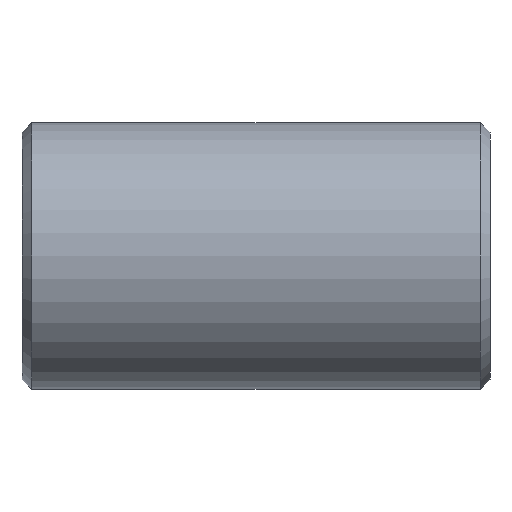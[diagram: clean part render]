
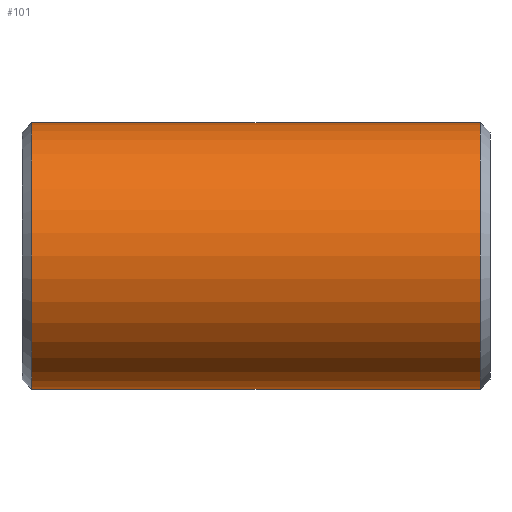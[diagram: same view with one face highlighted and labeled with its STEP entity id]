
A CAD part, front view. The second image highlights one B-rep face of the part: STEP entity #101.
In plain terms, the highlighted cylindrical face has radius 70.65 mm (diameter 141.3 mm), a partial arc.
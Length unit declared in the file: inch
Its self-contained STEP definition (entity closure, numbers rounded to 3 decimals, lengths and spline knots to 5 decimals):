
#11 = ORIENTED_EDGE ( 'NONE', *, *, #572, .T. ) ;
#15 = VERTEX_POINT ( 'NONE', #304 ) ;
#17 = LINE ( 'NONE', #489, #174 ) ;
#19 = CARTESIAN_POINT ( 'NONE',  ( -4.67167, 0., 0. ) ) ;
#20 = CIRCLE ( 'NONE', #42, 2.7815 ) ;
#42 = AXIS2_PLACEMENT_3D ( 'NONE', #61, #560, #338 ) ;
#49 = EDGE_LOOP ( 'NONE', ( #408, #368, #499, #503, #11, #410 ) ) ;
#61 = CARTESIAN_POINT ( 'NONE',  ( 4.67167, 0., 0. ) ) ;
#75 = CYLINDRICAL_SURFACE ( 'NONE', #295, 2.7815 ) ;
#82 = LINE ( 'NONE', #591, #362 ) ;
#101 = ADVANCED_FACE ( 'NONE', ( #495 ), #75, .T. ) ;
#128 = EDGE_CURVE ( 'NONE', #281, #211, #82, .T. ) ;
#147 = DIRECTION ( 'NONE',  ( 1., 0., 0. ) ) ;
#149 = VERTEX_POINT ( 'NONE', #413 ) ;
#174 = VECTOR ( 'NONE', #198, 39.37008 ) ;
#179 = DIRECTION ( 'NONE',  ( -1., 0., 0. ) ) ;
#183 = CARTESIAN_POINT ( 'NONE',  ( 0., 0., 2.7815 ) ) ;
#198 = DIRECTION ( 'NONE',  ( -1., 0., 0. ) ) ;
#205 = CARTESIAN_POINT ( 'NONE',  ( 4.88, 0., -2.7815 ) ) ;
#211 = VERTEX_POINT ( 'NONE', #377 ) ;
#237 = CARTESIAN_POINT ( 'NONE',  ( 4.67167, 0., 2.7815 ) ) ;
#252 = LINE ( 'NONE', #205, #566 ) ;
#281 = VERTEX_POINT ( 'NONE', #372 ) ;
#295 = AXIS2_PLACEMENT_3D ( 'NONE', #407, #179, #360 ) ;
#304 = CARTESIAN_POINT ( 'NONE',  ( 4.67167, 0., -2.7815 ) ) ;
#306 = DIRECTION ( 'NONE',  ( -1., 0., 0. ) ) ;
#338 = DIRECTION ( 'NONE',  ( 0., 0., -1. ) ) ;
#354 = VECTOR ( 'NONE', #306, 39.37008 ) ;
#360 = DIRECTION ( 'NONE',  ( 0., 0., 1. ) ) ;
#362 = VECTOR ( 'NONE', #447, 39.37008 ) ;
#366 = VERTEX_POINT ( 'NONE', #183 ) ;
#368 = ORIENTED_EDGE ( 'NONE', *, *, #415, .T. ) ;
#372 = CARTESIAN_POINT ( 'NONE',  ( 0., 0., -2.7815 ) ) ;
#376 = VERTEX_POINT ( 'NONE', #237 ) ;
#377 = CARTESIAN_POINT ( 'NONE',  ( -4.67167, 0., -2.7815 ) ) ;
#383 = DIRECTION ( 'NONE',  ( 0., 0., 1. ) ) ;
#407 = CARTESIAN_POINT ( 'NONE',  ( 4.88, 0., 0. ) ) ;
#408 = ORIENTED_EDGE ( 'NONE', *, *, #581, .F. ) ;
#410 = ORIENTED_EDGE ( 'NONE', *, *, #128, .F. ) ;
#413 = CARTESIAN_POINT ( 'NONE',  ( -4.67167, 0., 2.7815 ) ) ;
#415 = EDGE_CURVE ( 'NONE', #15, #376, #20, .T. ) ;
#418 = EDGE_CURVE ( 'NONE', #376, #366, #17, .T. ) ;
#429 = CIRCLE ( 'NONE', #474, 2.7815 ) ;
#439 = CARTESIAN_POINT ( 'NONE',  ( 4.88, 0., 2.7815 ) ) ;
#447 = DIRECTION ( 'NONE',  ( -1., 0., 0. ) ) ;
#467 = EDGE_CURVE ( 'NONE', #366, #149, #481, .T. ) ;
#474 = AXIS2_PLACEMENT_3D ( 'NONE', #19, #147, #383 ) ;
#481 = LINE ( 'NONE', #439, #354 ) ;
#489 = CARTESIAN_POINT ( 'NONE',  ( 4.88, 0., 2.7815 ) ) ;
#495 = FACE_OUTER_BOUND ( 'NONE', #49, .T. ) ;
#499 = ORIENTED_EDGE ( 'NONE', *, *, #418, .T. ) ;
#503 = ORIENTED_EDGE ( 'NONE', *, *, #467, .T. ) ;
#560 = DIRECTION ( 'NONE',  ( -1., 0., 0. ) ) ;
#562 = DIRECTION ( 'NONE',  ( -1., 0., 0. ) ) ;
#566 = VECTOR ( 'NONE', #562, 39.37008 ) ;
#572 = EDGE_CURVE ( 'NONE', #149, #211, #429, .T. ) ;
#581 = EDGE_CURVE ( 'NONE', #15, #281, #252, .T. ) ;
#591 = CARTESIAN_POINT ( 'NONE',  ( 4.88, 0., -2.7815 ) ) ;
